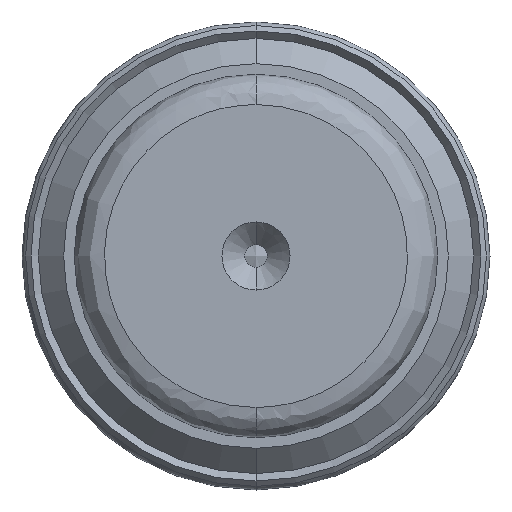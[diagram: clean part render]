
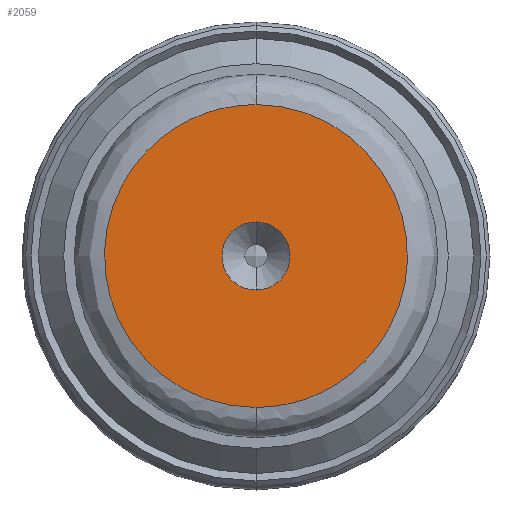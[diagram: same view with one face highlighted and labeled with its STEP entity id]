
A CAD part, front view. The second image highlights one B-rep face of the part: STEP entity #2059.
In plain terms, the highlighted planar face has unit normal (0, -1, 0).
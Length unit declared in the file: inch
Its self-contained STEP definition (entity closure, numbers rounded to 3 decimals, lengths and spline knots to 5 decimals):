
#13 = EDGE_CURVE ( 'NONE', #699, #81, #1975, .T. ) ;
#25 = ORIENTED_EDGE ( 'NONE', *, *, #13, .T. ) ;
#29 = VERTEX_POINT ( 'NONE', #1371 ) ;
#63 = CARTESIAN_POINT ( 'NONE',  ( -0.02701, -0.44363, 0.08858 ) ) ;
#81 = VERTEX_POINT ( 'NONE', #887 ) ;
#105 = AXIS2_PLACEMENT_3D ( 'NONE', #1907, #1043, #1561 ) ;
#118 = AXIS2_PLACEMENT_3D ( 'NONE', #288, #637, #200 ) ;
#128 = FACE_OUTER_BOUND ( 'NONE', #871, .T. ) ;
#200 = DIRECTION ( 'NONE',  ( 0., 0., 1. ) ) ;
#203 = CARTESIAN_POINT ( 'NONE',  ( -0.02701, -0.44363, -0.3937 ) ) ;
#218 = EDGE_CURVE ( 'NONE', #2162, #29, #2311, .T. ) ;
#288 = CARTESIAN_POINT ( 'NONE',  ( -0.02701, -0.44363, 0. ) ) ;
#400 = ORIENTED_EDGE ( 'NONE', *, *, #456, .F. ) ;
#422 =( BOUNDED_CURVE ( )  B_SPLINE_CURVE ( 3, ( #1391, #1910, #1016, #662 ),
 .UNSPECIFIED., .F., .F. ) 
 B_SPLINE_CURVE_WITH_KNOTS ( ( 4, 4 ),
 ( 0., 1. ),
 .UNSPECIFIED. ) 
 CURVE ( )  GEOMETRIC_REPRESENTATION_ITEM ( )  RATIONAL_B_SPLINE_CURVE ( ( 1., 0.333, 0.333, 1. ) ) 
 REPRESENTATION_ITEM ( '' )  );
#456 = EDGE_CURVE ( 'NONE', #29, #2162, #422, .T. ) ;
#541 = DIRECTION ( 'NONE',  ( 0., 1., 0. ) ) ;
#575 = CARTESIAN_POINT ( 'NONE',  ( 0.76039, -0.44363, 0.3937 ) ) ;
#637 = DIRECTION ( 'NONE',  ( 0., 1., 0. ) ) ;
#662 = CARTESIAN_POINT ( 'NONE',  ( -0.02701, -0.44363, 0.3937 ) ) ;
#699 = VERTEX_POINT ( 'NONE', #63 ) ;
#754 = CARTESIAN_POINT ( 'NONE',  ( 0.76039, -0.44363, -0.3937 ) ) ;
#871 = EDGE_LOOP ( 'NONE', ( #1398, #400 ) ) ;
#887 = CARTESIAN_POINT ( 'NONE',  ( -0.02701, -0.44363, -0.08858 ) ) ;
#1016 = CARTESIAN_POINT ( 'NONE',  ( -0.81441, -0.44363, 0.3937 ) ) ;
#1043 = DIRECTION ( 'NONE',  ( 0., 1., 0. ) ) ;
#1157 = CIRCLE ( 'NONE', #1898, 0.08858 ) ;
#1175 = ORIENTED_EDGE ( 'NONE', *, *, #1280, .T. ) ;
#1225 = EDGE_LOOP ( 'NONE', ( #1175, #25 ) ) ;
#1237 = FACE_BOUND ( 'NONE', #1225, .T. ) ;
#1280 = EDGE_CURVE ( 'NONE', #81, #699, #1157, .T. ) ;
#1371 = CARTESIAN_POINT ( 'NONE',  ( -0.02701, -0.44363, -0.3937 ) ) ;
#1391 = CARTESIAN_POINT ( 'NONE',  ( -0.02701, -0.44363, -0.3937 ) ) ;
#1398 = ORIENTED_EDGE ( 'NONE', *, *, #218, .F. ) ;
#1459 = CARTESIAN_POINT ( 'NONE',  ( -0.02701, -0.44363, 0.3937 ) ) ;
#1561 = DIRECTION ( 'NONE',  ( 0., 0., -1. ) ) ;
#1625 = CARTESIAN_POINT ( 'NONE',  ( -0.02701, -0.44363, 0.3937 ) ) ;
#1871 = PLANE ( 'NONE',  #118 ) ;
#1898 = AXIS2_PLACEMENT_3D ( 'NONE', #1911, #541, #1966 ) ;
#1907 = CARTESIAN_POINT ( 'NONE',  ( -0.02701, -0.44363, 0. ) ) ;
#1910 = CARTESIAN_POINT ( 'NONE',  ( -0.81441, -0.44363, -0.3937 ) ) ;
#1911 = CARTESIAN_POINT ( 'NONE',  ( -0.02701, -0.44363, 0. ) ) ;
#1966 = DIRECTION ( 'NONE',  ( 0., 0., -1. ) ) ;
#1975 = CIRCLE ( 'NONE', #105, 0.08858 ) ;
#2059 = ADVANCED_FACE ( 'NONE', ( #1237, #128 ), #1871, .F. ) ;
#2162 = VERTEX_POINT ( 'NONE', #1625 ) ;
#2311 =( BOUNDED_CURVE ( )  B_SPLINE_CURVE ( 3, ( #1459, #575, #754, #203 ),
 .UNSPECIFIED., .F., .F. ) 
 B_SPLINE_CURVE_WITH_KNOTS ( ( 4, 4 ),
 ( 0., 1. ),
 .UNSPECIFIED. ) 
 CURVE ( )  GEOMETRIC_REPRESENTATION_ITEM ( )  RATIONAL_B_SPLINE_CURVE ( ( 1., 0.333, 0.333, 1. ) ) 
 REPRESENTATION_ITEM ( '' )  );
